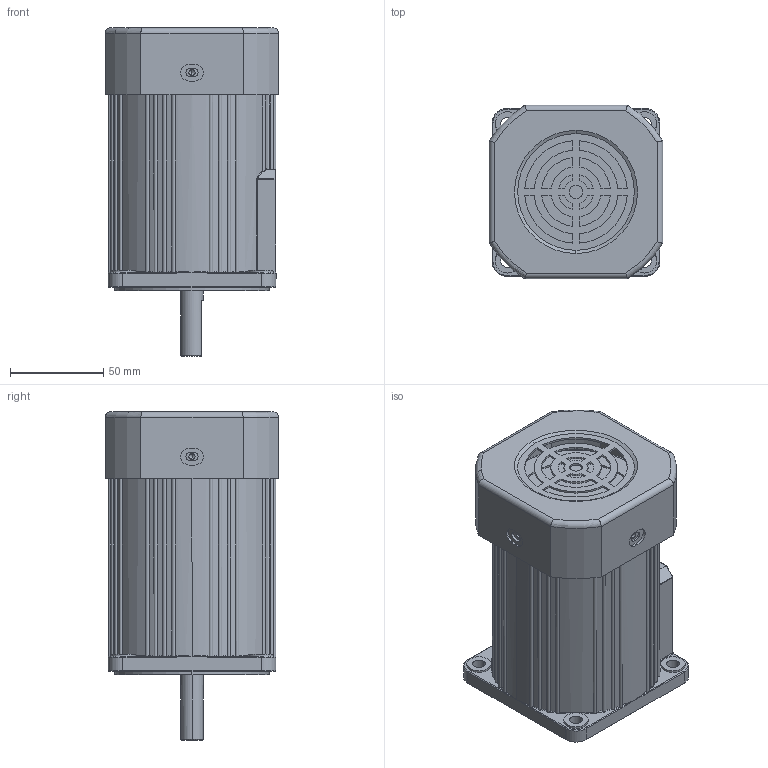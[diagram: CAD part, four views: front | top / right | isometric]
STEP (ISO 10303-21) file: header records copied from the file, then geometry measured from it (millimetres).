
FILE_DESCRIPTION (( 'STEP AP203' ), '1' );
FILE_NAME ('5IK90-140A.STEP', '2020-01-09T09:37:07', ( 'Sky123.Org' ), ( 'Sky123.Org' ), 'SwSTEP 2.0', 'SolidWorks 2014', '' );
FILE_SCHEMA (( 'CONFIG_CONTROL_DESIGN' ));
Length unit declared in the file: millimetre
Products named in the file (3): 5IK90-140A; 90傻瑞欶褲
Assembly tree (2 placements, depth 2):
  5IK90-140A
    5IK90-140A
    90傻瑞欶褲
Bounding box: 93 x 93 x 176 mm (x, y, z)
Volume: 815420.2 mm3; surface area: 94250.5 mm2
Topology: 2 solids, 2 shells, 468 faces, 1245 edges, 771 vertices
Faces by surface type: cylinder 196, plane 153, torus 56, bspline 30, cone 29, sphere 4
Entity records: 16147 total; most frequent: CARTESIAN_POINT 4351, DIRECTION 2444, ORIENTED_EDGE 2418, EDGE_CURVE 1209, AXIS2_PLACEMENT_3D 964, VERTEX_POINT 771, EDGE_LOOP 536, CIRCLE 521
